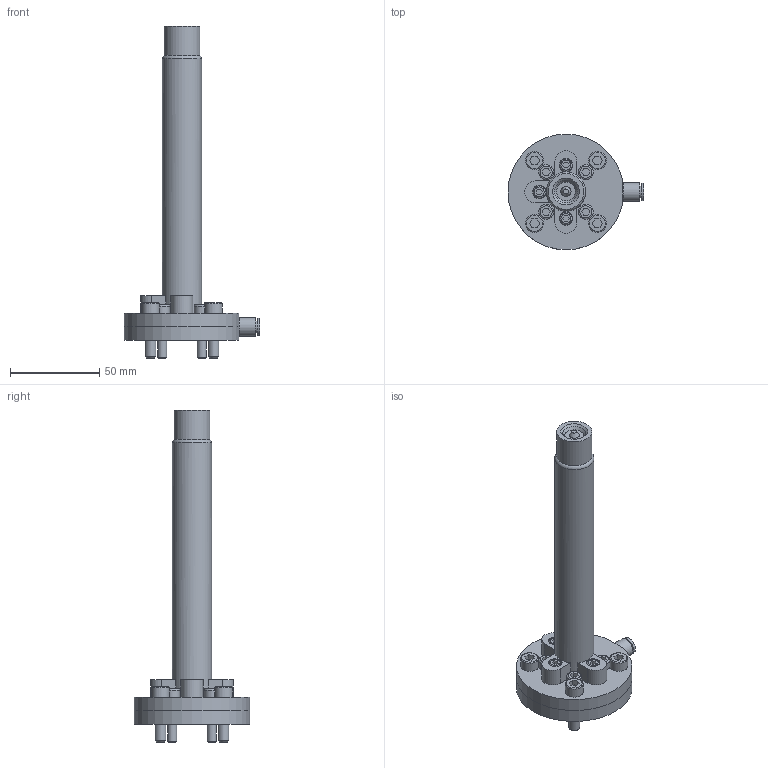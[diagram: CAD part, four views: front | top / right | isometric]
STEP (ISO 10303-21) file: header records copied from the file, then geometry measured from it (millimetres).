
FILE_DESCRIPTION(/* description */ (''),/* implementation_level */ '2;1');
FILE_NAME(/* name */ 'Assembly_SMC_EE.stp',/* time_stamp */ '2022-09-28T07:18:29+01:00',/* author */ ('romanp'),/* organization */ (''),/* preprocessor_version */ 'ST-DEVELOPER v19',/* originating_system */ 'Autodesk Inventor 2023',/* authorisation */ '');
FILE_SCHEMA (('AUTOMOTIVE_DESIGN { 1 0 10303 214 3 1 1 }'));
Length unit declared in the file: millimetre
Products named in the file (11): Assembly4; Part_1_a; Part_1_b; hex_socket_cylindrical_head_M4x20; m4 lock nut; KQ2H06-00A; hex_socket_cylindrical_head_M6x25; hex_socket_cylindrical_head_M5x25; Part_1_c_cyclone; XT661-2A-R; KQ2H06-M5N
Assembly tree (20 placements, depth 2):
  Assembly4
    Part_1_a
    Part_1_b
    hex_socket_cylindrical_head_M4x20  x3
    m4 lock nut  x3
    KQ2H06-00A
    hex_socket_cylindrical_head_M5x25  x4
    hex_socket_cylindrical_head_M6x25  x4
    Part_1_c_cyclone
    XT661-2A-R
    KQ2H06-M5N
Bounding box: 76.26 x 65 x 186.5 mm (x, y, z)
Volume: 100596.4 mm3; surface area: 48753 mm2
Topology: 22 solids, 22 shells, 459 faces, 1027 edges, 663 vertices
Faces by surface type: plane 241, cylinder 113, cone 51, torus 48, bspline 6
Full cylindrical faces by diameter (mm): 1.6 x2, 2 x2, 3.3 x6, 3.8 x2, 4 x11, 4.1 x9, 4.2 x1, 5 x6, 5.1 x8, 6 x7, 6.1 x8, 6.8 x3, 7 x4, 7.1 x1, 7.5 x3, 7.9 x1, 8 x1, 8.5 x4, 9.1 x1, 9.7 x3, 9.9 x1, 10 x4, 10.4 x2, 18 x2, 20 x1, 22 x1
Entity records: 10115 total; most frequent: CARTESIAN_POINT 3104, DIRECTION 1409, ORIENTED_EDGE 1264, EDGE_CURVE 632, AXIS2_PLACEMENT_3D 540, VERTEX_POINT 406, EDGE_LOOP 382, LINE 329
